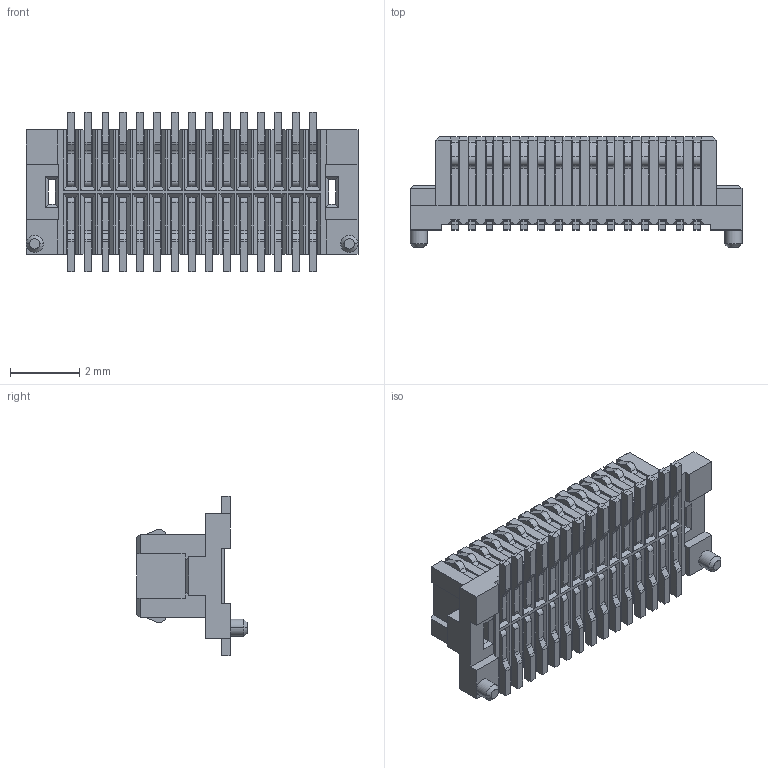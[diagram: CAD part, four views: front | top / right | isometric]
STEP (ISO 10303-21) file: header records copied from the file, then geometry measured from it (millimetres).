
FILE_DESCRIPTION((''),'2;1');
FILE_NAME('05-50H-30PIN-M_ASM','2015-10-26T',('HuangEr'),('FCI'),'PRO/ENGINEER BY PARAMETRIC TECHNOLOGY CORPORATION, 2013150','PRO/ENGINEER BY PARAMETRIC TECHNOLOGY CORPORATION, 2013150','');
FILE_SCHEMA(('AUTOMOTIVE_DESIGN { 1 0 10303 214 1 1 1 1 }'));
Length unit declared in the file: millimetre
Products named in the file (3): 05-50H-30PIN-M; 50H-MALE-TERMINAL; 05-50H-30PIN-M_ASM
Assembly tree (16 placements, depth 2):
  05-50H-30PIN-M_ASM
    05-50H-30PIN-M
    50H-MALE-TERMINAL  x15
Bounding box: 9.6 x 3.2 x 4.6 mm (x, y, z)
Volume: 53.6 mm3; surface area: 427.2 mm2
Topology: 31 solids, 31 shells, 1820 faces, 5372 edges, 3552 vertices
Faces by surface type: plane 1302, cylinder 514, cone 4
Entity records: 25072 total; most frequent: ORIENTED_EDGE 4360, CARTESIAN_POINT 4344, DIRECTION 3698, EDGE_CURVE 2180, VECTOR 2100, LINE 2100, VERTEX_POINT 1424, AXIS2_PLACEMENT_3D 799
